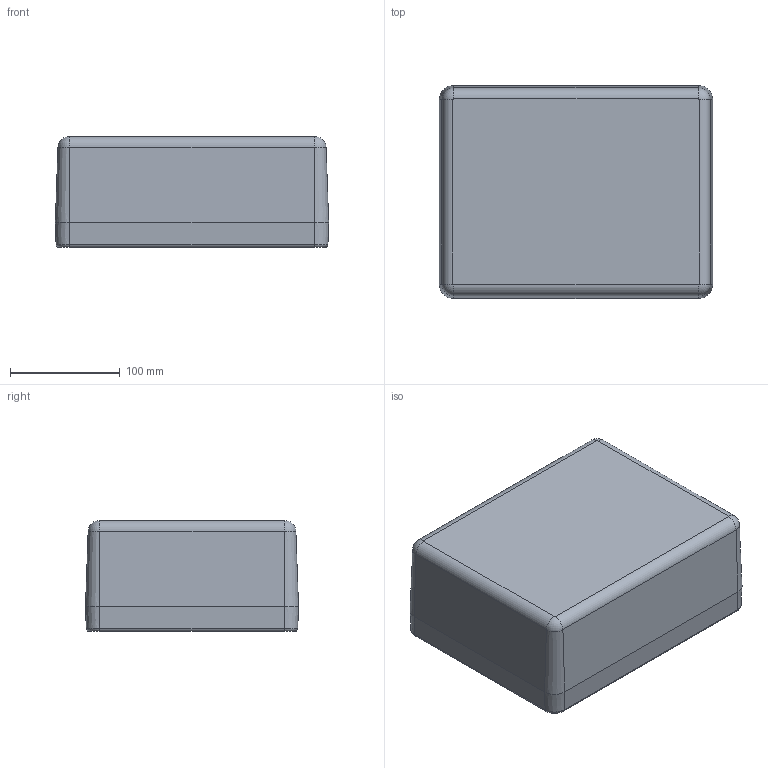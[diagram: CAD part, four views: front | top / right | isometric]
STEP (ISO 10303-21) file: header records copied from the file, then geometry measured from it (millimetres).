
FILE_DESCRIPTION (( 'STEP AP203' ), '1' );
FILE_NAME ('BC200 3D KABUK.STEP', '2020-12-08T09:14:39', ( '' ), ( '' ), 'SwSTEP 2.0', 'SolidWorks 2014', '' );
FILE_SCHEMA (( 'CONFIG_CONTROL_DESIGN' ));
Length unit declared in the file: millimetre
Products named in the file (1): BC200 3D KABUK
Bounding box: 249 x 194 x 101 mm (x, y, z)
Volume: 524784.8 mm3; surface area: 343468 mm2
Topology: 2 solids, 2 shells, 70 faces, 160 edges, 92 vertices
Faces by surface type: plane 22, cylinder 16, cone 16, torus 12, bspline 4
Entity records: 5349 total; most frequent: CARTESIAN_POINT 3713, DIRECTION 342, ORIENTED_EDGE 312, EDGE_CURVE 156, AXIS2_PLACEMENT_3D 131, VERTEX_POINT 92, VECTOR 80, LINE 80
